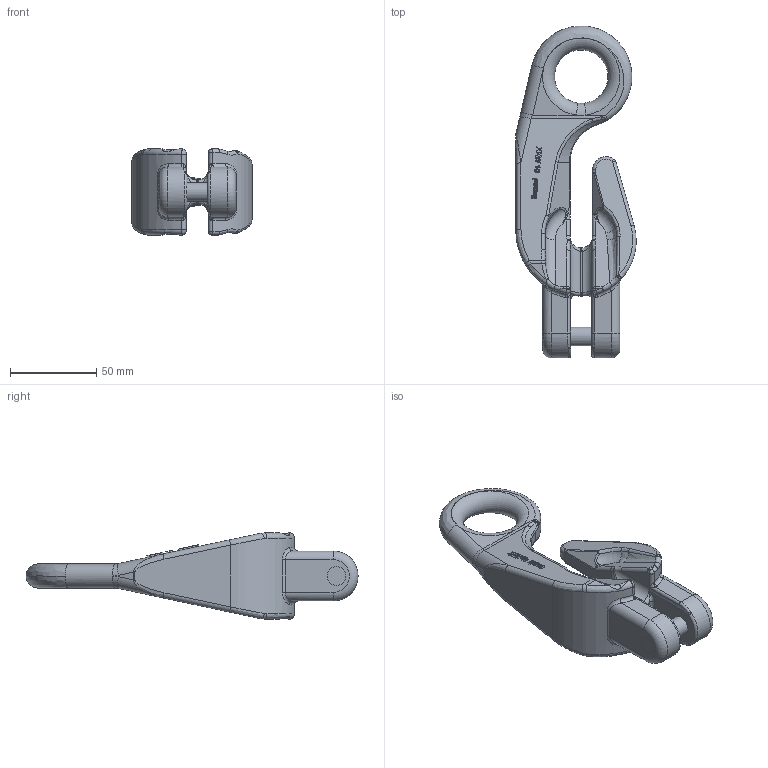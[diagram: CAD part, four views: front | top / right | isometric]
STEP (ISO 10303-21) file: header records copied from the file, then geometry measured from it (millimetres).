
FILE_DESCRIPTION(/* description */ (''),/* implementation_level */ '2;1');
FILE_NAME(/* name */ 'XKW 10 Kundenmodell.stp',/* time_stamp */ '2016-02-02T13:45:38+01:00',/* author */ (''),/* organization */ (''),/* preprocessor_version */ 'ST-DEVELOPER v15',/* originating_system */ 'SIEMENS PLM Software NX 9.0',/* authorisation */ '');
FILE_SCHEMA (('AUTOMOTIVE_DESIGN { 1 0 10303 214 3 1 1 1 }'));
Length unit declared in the file: millimetre
Products named in the file (1): ZER137875F8wsnw
Bounding box: 69.96 x 192.95 x 50 mm (x, y, z)
Volume: 194501.9 mm3; surface area: 35776.2 mm2
Topology: 2 solids, 2 shells, 477 faces, 1195 edges, 715 vertices
Faces by surface type: plane 130, bspline 124, cylinder 92, extrusion 86, torus 29, sphere 14, cone 2
Full cylindrical faces by diameter (mm): 11 x3
Entity records: 17703 total; most frequent: CARTESIAN_POINT 7630, ORIENTED_EDGE 2332, DIRECTION 1674, EDGE_CURVE 1166, VERTEX_POINT 709, AXIS2_PLACEMENT_3D 602, B_SPLINE_CURVE_WITH_KNOTS 528, EDGE_LOOP 499
